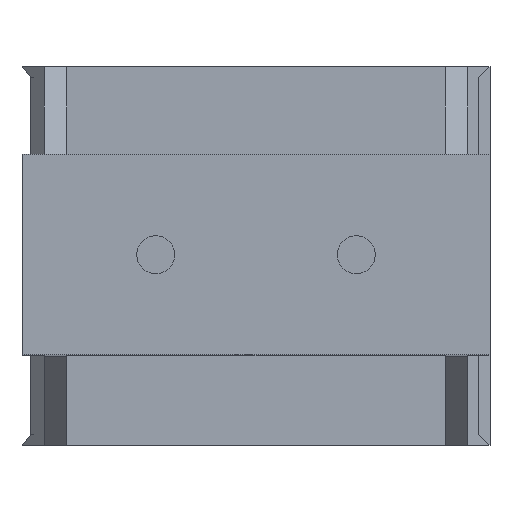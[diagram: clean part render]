
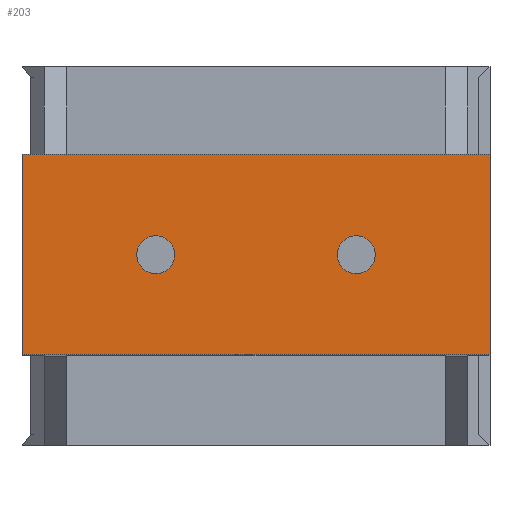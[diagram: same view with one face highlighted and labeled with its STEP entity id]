
A CAD part, top view. The second image highlights one B-rep face of the part: STEP entity #203.
In plain terms, the highlighted planar face has unit normal (0, 0, 1).
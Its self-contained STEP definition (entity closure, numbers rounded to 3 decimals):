
#25 = DIRECTION ( 'NONE',  ( -1., 0., 0. ) ) ;
#35 = FACE_BOUND ( 'NONE', #850, .T. ) ;
#42 = AXIS2_PLACEMENT_3D ( 'NONE', #504, #873, #458 ) ;
#50 = CARTESIAN_POINT ( 'NONE',  ( 0., -22.5, 0. ) ) ;
#57 = VECTOR ( 'NONE', #189, 1000. ) ;
#66 = DIRECTION ( 'NONE',  ( 0., 0., 1. ) ) ;
#72 = CIRCLE ( 'NONE', #176, 4.25 ) ;
#95 = FACE_OUTER_BOUND ( 'NONE', #597, .T. ) ;
#97 = EDGE_CURVE ( 'NONE', #609, #491, #915, .T. ) ;
#108 = FACE_BOUND ( 'NONE', #400, .T. ) ;
#122 = ORIENTED_EDGE ( 'NONE', *, *, #248, .T. ) ;
#125 = LINE ( 'NONE', #890, #593 ) ;
#133 = CIRCLE ( 'NONE', #401, 4.25 ) ;
#143 = VECTOR ( 'NONE', #840, 1000. ) ;
#164 = ORIENTED_EDGE ( 'NONE', *, *, #787, .F. ) ;
#170 = ORIENTED_EDGE ( 'NONE', *, *, #433, .F. ) ;
#172 = CARTESIAN_POINT ( 'NONE',  ( 70.75, 0., 0. ) ) ;
#175 = AXIS2_PLACEMENT_3D ( 'NONE', #735, #674, #25 ) ;
#176 = AXIS2_PLACEMENT_3D ( 'NONE', #611, #411, #761 ) ;
#184 = CARTESIAN_POINT ( 'NONE',  ( 105., -22.5, 0. ) ) ;
#189 = DIRECTION ( 'NONE',  ( -1., 0., 0. ) ) ;
#194 = EDGE_CURVE ( 'NONE', #294, #763, #838, .T. ) ;
#203 = ADVANCED_FACE ( 'NONE', ( #108, #35, #95 ), #449, .F. ) ;
#216 = VECTOR ( 'NONE', #392, 1000. ) ;
#248 = EDGE_CURVE ( 'NONE', #491, #814, #324, .T. ) ;
#294 = VERTEX_POINT ( 'NONE', #172 ) ;
#324 = LINE ( 'NONE', #803, #216 ) ;
#338 = EDGE_CURVE ( 'NONE', #821, #814, #665, .T. ) ;
#339 = CARTESIAN_POINT ( 'NONE',  ( 105., -22.5, 0. ) ) ;
#369 = CARTESIAN_POINT ( 'NONE',  ( 0., 22.5, 0. ) ) ;
#370 = ORIENTED_EDGE ( 'NONE', *, *, #194, .F. ) ;
#373 = CIRCLE ( 'NONE', #608, 4.25 ) ;
#392 = DIRECTION ( 'NONE',  ( 0., -1., 0. ) ) ;
#400 = EDGE_LOOP ( 'NONE', ( #170, #447 ) ) ;
#401 = AXIS2_PLACEMENT_3D ( 'NONE', #541, #466, #688 ) ;
#411 = DIRECTION ( 'NONE',  ( 0., 0., 1. ) ) ;
#422 = CARTESIAN_POINT ( 'NONE',  ( 105., 22.5, 0. ) ) ;
#433 = EDGE_CURVE ( 'NONE', #917, #847, #72, .T. ) ;
#447 = ORIENTED_EDGE ( 'NONE', *, *, #451, .F. ) ;
#449 = PLANE ( 'NONE',  #175 ) ;
#451 = EDGE_CURVE ( 'NONE', #847, #917, #133, .T. ) ;
#452 = CARTESIAN_POINT ( 'NONE',  ( 105., 22.5, 0. ) ) ;
#458 = DIRECTION ( 'NONE',  ( 1., 0., 0. ) ) ;
#466 = DIRECTION ( 'NONE',  ( 0., 0., 1. ) ) ;
#491 = VERTEX_POINT ( 'NONE', #369 ) ;
#504 = CARTESIAN_POINT ( 'NONE',  ( 75., 0., 0. ) ) ;
#541 = CARTESIAN_POINT ( 'NONE',  ( 30., 0., 0. ) ) ;
#550 = EDGE_CURVE ( 'NONE', #763, #294, #373, .T. ) ;
#593 = VECTOR ( 'NONE', #760, 1000. ) ;
#597 = EDGE_LOOP ( 'NONE', ( #122, #612, #164, #878 ) ) ;
#608 = AXIS2_PLACEMENT_3D ( 'NONE', #842, #66, #924 ) ;
#609 = VERTEX_POINT ( 'NONE', #452 ) ;
#611 = CARTESIAN_POINT ( 'NONE',  ( 30., 0., 0. ) ) ;
#612 = ORIENTED_EDGE ( 'NONE', *, *, #338, .F. ) ;
#647 = CARTESIAN_POINT ( 'NONE',  ( 34.25, 0., 0. ) ) ;
#665 = LINE ( 'NONE', #184, #57 ) ;
#674 = DIRECTION ( 'NONE',  ( 0., 0., -1. ) ) ;
#688 = DIRECTION ( 'NONE',  ( 1., 0., 0. ) ) ;
#735 = CARTESIAN_POINT ( 'NONE',  ( 0., 42.5, 0. ) ) ;
#755 = CARTESIAN_POINT ( 'NONE',  ( 25.75, 0., 0. ) ) ;
#760 = DIRECTION ( 'NONE',  ( 0., -1., 0. ) ) ;
#761 = DIRECTION ( 'NONE',  ( 1., 0., 0. ) ) ;
#763 = VERTEX_POINT ( 'NONE', #899 ) ;
#787 = EDGE_CURVE ( 'NONE', #609, #821, #125, .T. ) ;
#803 = CARTESIAN_POINT ( 'NONE',  ( 0., 42.5, 0. ) ) ;
#814 = VERTEX_POINT ( 'NONE', #50 ) ;
#821 = VERTEX_POINT ( 'NONE', #339 ) ;
#838 = CIRCLE ( 'NONE', #42, 4.25 ) ;
#840 = DIRECTION ( 'NONE',  ( -1., 0., 0. ) ) ;
#841 = ORIENTED_EDGE ( 'NONE', *, *, #550, .F. ) ;
#842 = CARTESIAN_POINT ( 'NONE',  ( 75., 0., 0. ) ) ;
#847 = VERTEX_POINT ( 'NONE', #755 ) ;
#850 = EDGE_LOOP ( 'NONE', ( #841, #370 ) ) ;
#873 = DIRECTION ( 'NONE',  ( 0., 0., 1. ) ) ;
#878 = ORIENTED_EDGE ( 'NONE', *, *, #97, .T. ) ;
#890 = CARTESIAN_POINT ( 'NONE',  ( 105., 42.5, 0. ) ) ;
#899 = CARTESIAN_POINT ( 'NONE',  ( 79.25, 0., 0. ) ) ;
#915 = LINE ( 'NONE', #422, #143 ) ;
#917 = VERTEX_POINT ( 'NONE', #647 ) ;
#924 = DIRECTION ( 'NONE',  ( 1., 0., 0. ) ) ;
